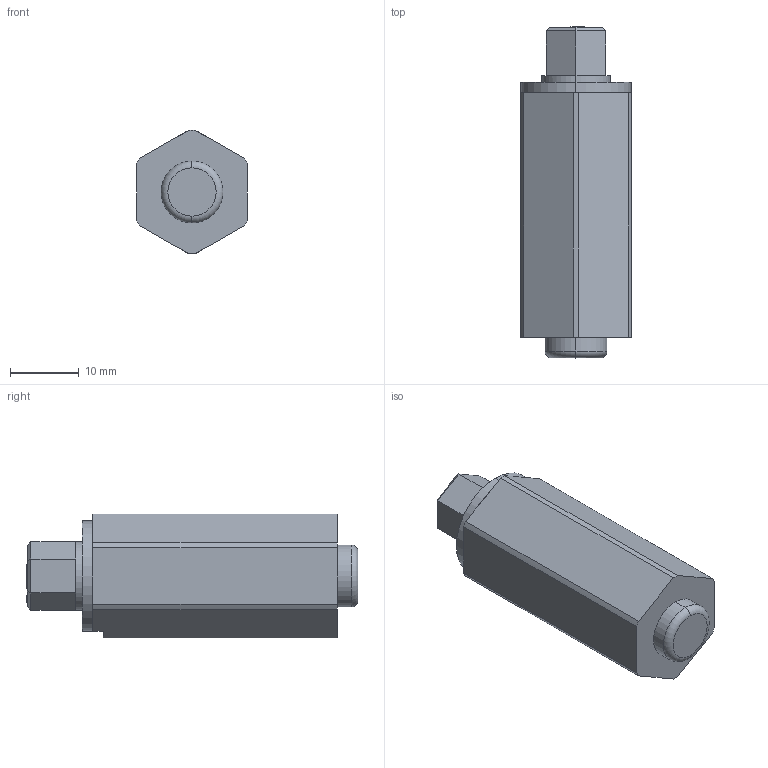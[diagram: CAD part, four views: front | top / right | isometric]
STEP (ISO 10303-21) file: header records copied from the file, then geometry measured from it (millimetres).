
FILE_DESCRIPTION (( 'STEP AP203' ), '1' );
FILE_NAME ('sone3D.STEP', '2014-03-06T03:52:19', ( '' ), ( '' ), 'SwSTEP 2.0', 'SolidWorks 2012', '' );
FILE_SCHEMA (( 'CONFIG_CONTROL_DESIGN' ));
Length unit declared in the file: millimetre
Products named in the file (3): BP-879-1-R僴僂僕儞僌_; sone3D; BP-879-1-R僔儍僼僩_
Assembly tree (2 placements, depth 2):
  sone3D
    BP-879-1-R僴僂僕儞僌_
    BP-879-1-R僔儍僼僩_
Bounding box: 16 x 48.2 x 18 mm (x, y, z)
Volume: 8861.9 mm3; surface area: 3422.8 mm2
Topology: 2 solids, 2 shells, 80 faces, 183 edges, 112 vertices
Faces by surface type: plane 53, cylinder 17, bspline 8, torus 2
Entity records: 2776 total; most frequent: CARTESIAN_POINT 692, DIRECTION 369, ORIENTED_EDGE 366, EDGE_CURVE 183, AXIS2_PLACEMENT_3D 125, VECTOR 119, LINE 119, VERTEX_POINT 112
